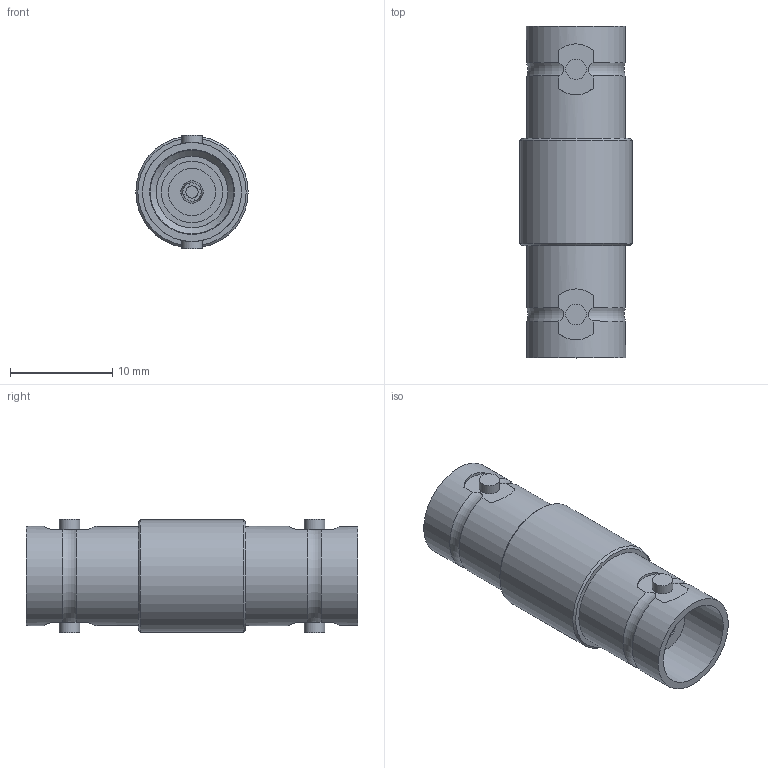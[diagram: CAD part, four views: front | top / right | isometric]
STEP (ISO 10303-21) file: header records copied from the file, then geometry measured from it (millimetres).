
FILE_DESCRIPTION(/* description */ ('Unknown'),/* implementation_level */ '2;1');
FILE_NAME(/* name */ '64407107111000',/* time_stamp */ '2023-02-16T11:12:54+01:00',/* author */ ('Unknown'),/* organization */ ('Unknown'),/* preprocessor_version */ 'ST-DEVELOPER v18.102',/* originating_system */ 'Solid Edge',/* authorisation */ 'Unknown');
FILE_SCHEMA (('AUTOMOTIVE_DESIGN {1 0 10303 214 3 1 1}'));
Length unit declared in the file: millimetre
Products named in the file (1): 64407107111000
Bounding box: 11 x 32.5 x 11.1 mm (x, y, z)
Volume: 1796.8 mm3; surface area: 2248.2 mm2
Topology: 1 solids, 1 shells, 439 faces, 1417 edges, 918 vertices
Faces by surface type: cylinder 284, plane 144, cone 7, torus 4
Full cylindrical faces by diameter (mm): 1.2 x2, 2 x4, 2.1 x2, 2.2 x2, 2.5 x1, 4.6 x2, 6 x2, 6.1 x1, 7 x1, 7.9 x1, 8.3 x3, 9.7 x4, 11 x1
Entity records: 18835 total; most frequent: DIRECTION 2910, CARTESIAN_POINT 2830, ORIENTED_EDGE 2728, EDGE_CURVE 1364, AXIS2_PLACEMENT_3D 1138, VERTEX_POINT 898, CIRCLE 682, LINE 634
